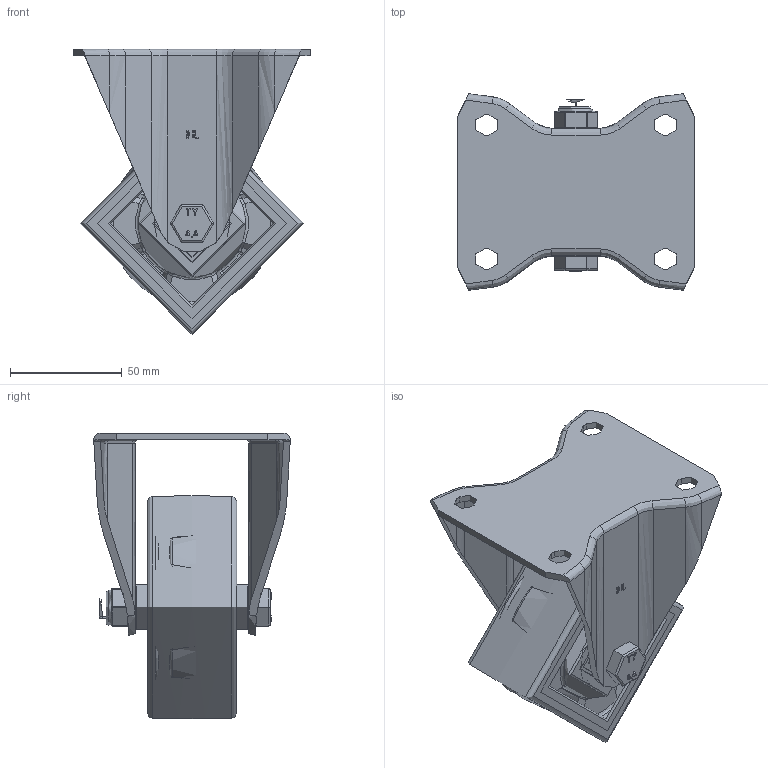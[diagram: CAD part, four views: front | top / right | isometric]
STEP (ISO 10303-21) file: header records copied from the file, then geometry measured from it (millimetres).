
FILE_DESCRIPTION(/* description */ (''),/* implementation_level */ '2;1');
FILE_NAME(/* name */ 'BZHF100XPNBJ.step',/* time_stamp */ '2024-09-26T09:51:42+01:00',/* author */ (''),/* organization */ (''),/* preprocessor_version */ 'ST-DEVELOPER v20',/* originating_system */ 'Autodesk Translation Framework v13.20.0.188',/* authorisation */ '');
FILE_SCHEMA (('AUTOMOTIVE_DESIGN { 1 0 10303 214 3 1 1 }'));
Products named in the file (27): BZHF100XPNBJ; BZHF100AS v1; ZINC PLATED, PRESSED STEEL BRACKET; BZXH100WPNBJM15 v1; POLYURETHANE TYRE; NYLON RIM; BEARING 6202; Pattern; BEARING 6202 (1); Pattern (1); Component1; METAL; METAL2; MIDDLE; RUBBER; RUBBER2; BEARING SPACER; TH15X5X10 - 3 v1; ZINC PLATED HEADED SPACER; TH15X5X10 - 3 v1 (1); ZINC PLATED HEADED SPACER (1); HEXBOLTM10X70Z8.8 v2; GRADE 8.8 THREADED ZINC PLATED BOLT; NYLOCM10Z v1; NYLOC NUT; RUBBER (1); NUT
Assembly tree (46 placements, depth 5):
  BZHF100XPNBJ
    BZHF100AS v1
      ZINC PLATED, PRESSED STEEL BRACKET
    BZXH100WPNBJM15 v1
      POLYURETHANE TYRE
      NYLON RIM
      BEARING 6202
        METAL
        METAL2
        Pattern
          Component1  x8
        MIDDLE
        RUBBER
        RUBBER2
      BEARING 6202 (1)
        Pattern (1)
          Component1  x8
        METAL
        METAL2
        MIDDLE
        RUBBER
        RUBBER2
      BEARING SPACER
    TH15X5X10 - 3 v1
      ZINC PLATED HEADED SPACER
    TH15X5X10 - 3 v1 (1)
      ZINC PLATED HEADED SPACER (1)
    HEXBOLTM10X70Z8.8 v2
      GRADE 8.8 THREADED ZINC PLATED BOLT
    NYLOCM10Z v1
      NYLOC NUT
        RUBBER (1)
        NUT
Bounding box: 106 x 88 x 127.96 mm (x, y, z)
Volume: 285422.9 mm3; surface area: 133065.4 mm2
Topology: 35 solids, 35 shells, 1238 faces, 3028 edges, 1946 vertices
Faces by surface type: bspline 441, plane 422, cylinder 217, sphere 92, torus 62, cone 4
Full cylindrical faces by diameter (mm): 8.141 x18, 9.85 x19, 10 x3, 10.25 x2, 10.5 x2, 12 x2, 14.75 x2, 15 x2, 16 x3, 18 x2, 20 x10, 22 x1, 22.5 x4, 23 x4, 30 x9, 30.5 x4, 31 x8, 32 x2, 35 x4, 48 x2, 73 x2, 85 x2
Entity records: 58939 total; most frequent: CARTESIAN_POINT 38906, ORIENTED_EDGE 4274, DIRECTION 3447, EDGE_CURVE 2137, VERTEX_POINT 1358, AXIS2_PLACEMENT_3D 1320, EDGE_LOOP 1029, FACE_OUTER_BOUND 893
